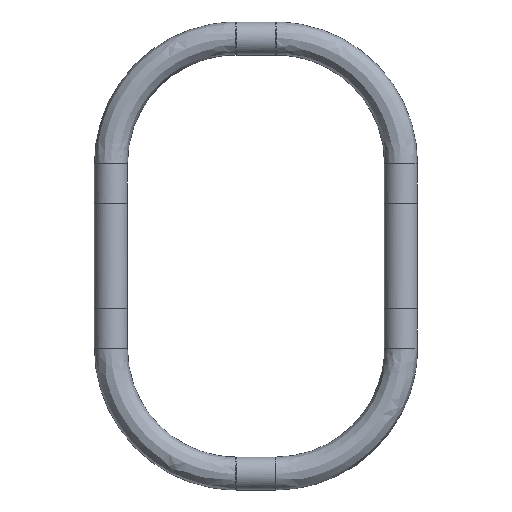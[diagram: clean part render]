
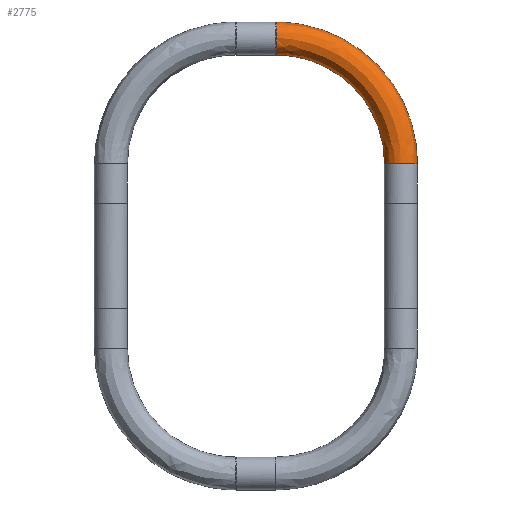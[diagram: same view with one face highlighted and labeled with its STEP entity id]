
A CAD part, top view. The second image highlights one B-rep face of the part: STEP entity #2775.
In plain terms, the highlighted free-form (B-spline) face has degree [2, 2] with [9, 9] control points.
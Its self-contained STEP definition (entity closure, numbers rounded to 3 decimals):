
#59=(
BOUNDED_SURFACE()
B_SPLINE_SURFACE(2,2,((#9664,#9665,#9666,#9667,#9668,#9669,#9670,#9671,
#9672),(#9673,#9674,#9675,#9676,#9677,#9678,#9679,#9680,#9681),(#9682,#9683,
#9684,#9685,#9686,#9687,#9688,#9689,#9690),(#9691,#9692,#9693,#9694,#9695,
#9696,#9697,#9698,#9699),(#9700,#9701,#9702,#9703,#9704,#9705,#9706,#9707,
#9708),(#9709,#9710,#9711,#9712,#9713,#9714,#9715,#9716,#9717),(#9718,#9719,
#9720,#9721,#9722,#9723,#9724,#9725,#9726),(#9727,#9728,#9729,#9730,#9731,
#9732,#9733,#9734,#9735),(#9736,#9737,#9738,#9739,#9740,#9741,#9742,#9743,
#9744)),.UNSPECIFIED.,.T.,.F.,.F.)
B_SPLINE_SURFACE_WITH_KNOTS((3,2,2,2,3),(3,2,2,2,3),(0.,148.911,
297.823,446.734,595.646),(0.,19.635,
39.27,58.905,78.54),.UNSPECIFIED.)
GEOMETRIC_REPRESENTATION_ITEM()
RATIONAL_B_SPLINE_SURFACE(((1.,0.707,1.,0.707,1.,
0.707,1.,0.707,1.),(0.707,0.5,0.707,
0.5,0.707,0.5,0.707,0.5,0.707),(1.,
0.707,1.,0.707,1.,0.707,1.,0.707,
1.),(0.707,0.5,0.707,0.5,0.707,0.5,
0.707,0.5,0.707),(1.,0.707,1.,0.707,
1.,0.707,1.,0.707,1.),(0.707,0.5,0.707,
0.5,0.707,0.5,0.707,0.5,0.707),(1.,
0.707,1.,0.707,1.,0.707,1.,0.707,
1.),(0.707,0.5,0.707,0.5,0.707,0.5,
0.707,0.5,0.707),(1.,0.707,1.,0.707,
1.,0.707,1.,0.707,1.)))
REPRESENTATION_ITEM('')
SURFACE()
);
#2775=ADVANCED_FACE('',(#3056),#59,.T.);
#3056=FACE_OUTER_BOUND('',#3353,.T.);
#3353=EDGE_LOOP('',(#4011,#4012,#4013,#4014));
#4011=ORIENTED_EDGE('',*,*,#5133,.T.);
#4012=ORIENTED_EDGE('',*,*,#5093,.F.);
#4013=ORIENTED_EDGE('',*,*,#5134,.T.);
#4014=ORIENTED_EDGE('',*,*,#5097,.T.);
#5093=EDGE_CURVE('',#6474,#6475,#5699,.T.);
#5097=EDGE_CURVE('',#6473,#6476,#5701,.T.);
#5133=EDGE_CURVE('',#6476,#6475,#5719,.T.);
#5134=EDGE_CURVE('',#6474,#6473,#5720,.T.);
#5699=(
BOUNDED_CURVE()
B_SPLINE_CURVE(2,(#10034,#10035,#10036),.UNSPECIFIED.,.F.,.F.)
B_SPLINE_CURVE_WITH_KNOTS((3,3),(0.,129.227),.UNSPECIFIED.)
CURVE()
GEOMETRIC_REPRESENTATION_ITEM()
RATIONAL_B_SPLINE_CURVE((1.,0.707,1.))
REPRESENTATION_ITEM('')
);
#5701=(
BOUNDED_CURVE()
B_SPLINE_CURVE(2,(#10164,#10165,#10166),.UNSPECIFIED.,.F.,.F.)
B_SPLINE_CURVE_WITH_KNOTS((3,3),(148.934,297.801),
 .UNSPECIFIED.)
CURVE()
GEOMETRIC_REPRESENTATION_ITEM()
RATIONAL_B_SPLINE_CURVE((1.,0.707,1.))
REPRESENTATION_ITEM('')
);
#5719=(
BOUNDED_CURVE()
B_SPLINE_CURVE(2,(#10527,#10528,#10529,#10530,#10531),.UNSPECIFIED.,.F.,
 .F.)
B_SPLINE_CURVE_WITH_KNOTS((3,2,3),(0.,19.635,39.27),
 .UNSPECIFIED.)
CURVE()
GEOMETRIC_REPRESENTATION_ITEM()
RATIONAL_B_SPLINE_CURVE((1.,0.707,1.,0.707,1.))
REPRESENTATION_ITEM('')
);
#5720=(
BOUNDED_CURVE()
B_SPLINE_CURVE(2,(#10532,#10533,#10534,#10535,#10536),.UNSPECIFIED.,.F.,
 .F.)
B_SPLINE_CURVE_WITH_KNOTS((3,2,3),(0.,19.635,39.27),
 .UNSPECIFIED.)
CURVE()
GEOMETRIC_REPRESENTATION_ITEM()
RATIONAL_B_SPLINE_CURVE((1.,0.707,1.,0.707,1.))
REPRESENTATION_ITEM('')
);
#6473=VERTEX_POINT('',#9841);
#6474=VERTEX_POINT('',#9842);
#6475=VERTEX_POINT('',#9843);
#6476=VERTEX_POINT('',#9844);
#9664=CARTESIAN_POINT('',(17.775,234.898,0.));
#9665=CARTESIAN_POINT('',(17.775,234.898,-12.5));
#9666=CARTESIAN_POINT('',(30.275,234.898,-12.5));
#9667=CARTESIAN_POINT('',(42.775,234.898,-12.5));
#9668=CARTESIAN_POINT('',(42.775,234.898,0.));
#9669=CARTESIAN_POINT('',(42.775,234.898,12.5));
#9670=CARTESIAN_POINT('',(30.275,234.898,12.5));
#9671=CARTESIAN_POINT('',(17.775,234.898,12.5));
#9672=CARTESIAN_POINT('',(17.775,234.898,0.));
#9673=CARTESIAN_POINT('',(17.775,342.198,0.));
#9674=CARTESIAN_POINT('',(17.775,342.198,-12.5));
#9675=CARTESIAN_POINT('',(30.275,329.698,-12.5));
#9676=CARTESIAN_POINT('',(42.775,317.198,-12.5));
#9677=CARTESIAN_POINT('',(42.775,317.198,0.));
#9678=CARTESIAN_POINT('',(42.775,317.198,12.5));
#9679=CARTESIAN_POINT('',(30.275,329.698,12.5));
#9680=CARTESIAN_POINT('',(17.775,342.198,12.5));
#9681=CARTESIAN_POINT('',(17.775,342.198,0.));
#9682=CARTESIAN_POINT('',(125.075,342.198,0.));
#9683=CARTESIAN_POINT('',(125.075,342.198,-12.5));
#9684=CARTESIAN_POINT('',(125.075,329.698,-12.5));
#9685=CARTESIAN_POINT('',(125.075,317.198,-12.5));
#9686=CARTESIAN_POINT('',(125.075,317.198,0.));
#9687=CARTESIAN_POINT('',(125.075,317.198,12.5));
#9688=CARTESIAN_POINT('',(125.075,329.698,12.5));
#9689=CARTESIAN_POINT('',(125.075,342.198,12.5));
#9690=CARTESIAN_POINT('',(125.075,342.198,0.));
#9691=CARTESIAN_POINT('',(232.375,342.198,0.));
#9692=CARTESIAN_POINT('',(232.375,342.198,-12.5));
#9693=CARTESIAN_POINT('',(219.875,329.698,-12.5));
#9694=CARTESIAN_POINT('',(207.375,317.198,-12.5));
#9695=CARTESIAN_POINT('',(207.375,317.198,0.));
#9696=CARTESIAN_POINT('',(207.375,317.198,12.5));
#9697=CARTESIAN_POINT('',(219.875,329.698,12.5));
#9698=CARTESIAN_POINT('',(232.375,342.198,12.5));
#9699=CARTESIAN_POINT('',(232.375,342.198,0.));
#9700=CARTESIAN_POINT('',(232.375,234.898,0.));
#9701=CARTESIAN_POINT('',(232.375,234.898,-12.5));
#9702=CARTESIAN_POINT('',(219.875,234.898,-12.5));
#9703=CARTESIAN_POINT('',(207.375,234.898,-12.5));
#9704=CARTESIAN_POINT('',(207.375,234.898,0.));
#9705=CARTESIAN_POINT('',(207.375,234.898,12.5));
#9706=CARTESIAN_POINT('',(219.875,234.898,12.5));
#9707=CARTESIAN_POINT('',(232.375,234.898,12.5));
#9708=CARTESIAN_POINT('',(232.375,234.898,0.));
#9709=CARTESIAN_POINT('',(232.375,127.598,0.));
#9710=CARTESIAN_POINT('',(232.375,127.598,-12.5));
#9711=CARTESIAN_POINT('',(219.875,140.098,-12.5));
#9712=CARTESIAN_POINT('',(207.375,152.598,-12.5));
#9713=CARTESIAN_POINT('',(207.375,152.598,0.));
#9714=CARTESIAN_POINT('',(207.375,152.598,12.5));
#9715=CARTESIAN_POINT('',(219.875,140.098,12.5));
#9716=CARTESIAN_POINT('',(232.375,127.598,12.5));
#9717=CARTESIAN_POINT('',(232.375,127.598,0.));
#9718=CARTESIAN_POINT('',(125.075,127.598,0.));
#9719=CARTESIAN_POINT('',(125.075,127.598,-12.5));
#9720=CARTESIAN_POINT('',(125.075,140.098,-12.5));
#9721=CARTESIAN_POINT('',(125.075,152.598,-12.5));
#9722=CARTESIAN_POINT('',(125.075,152.598,0.));
#9723=CARTESIAN_POINT('',(125.075,152.598,12.5));
#9724=CARTESIAN_POINT('',(125.075,140.098,12.5));
#9725=CARTESIAN_POINT('',(125.075,127.598,12.5));
#9726=CARTESIAN_POINT('',(125.075,127.598,0.));
#9727=CARTESIAN_POINT('',(17.775,127.598,0.));
#9728=CARTESIAN_POINT('',(17.775,127.598,-12.5));
#9729=CARTESIAN_POINT('',(30.275,140.098,-12.5));
#9730=CARTESIAN_POINT('',(42.775,152.598,-12.5));
#9731=CARTESIAN_POINT('',(42.775,152.598,0.));
#9732=CARTESIAN_POINT('',(42.775,152.598,12.5));
#9733=CARTESIAN_POINT('',(30.275,140.098,12.5));
#9734=CARTESIAN_POINT('',(17.775,127.598,12.5));
#9735=CARTESIAN_POINT('',(17.775,127.598,0.));
#9736=CARTESIAN_POINT('',(17.775,234.898,0.));
#9737=CARTESIAN_POINT('',(17.775,234.898,-12.5));
#9738=CARTESIAN_POINT('',(30.275,234.898,-12.5));
#9739=CARTESIAN_POINT('',(42.775,234.898,-12.5));
#9740=CARTESIAN_POINT('',(42.775,234.898,0.));
#9741=CARTESIAN_POINT('',(42.775,234.898,12.5));
#9742=CARTESIAN_POINT('',(30.275,234.898,12.5));
#9743=CARTESIAN_POINT('',(17.775,234.898,12.5));
#9744=CARTESIAN_POINT('',(17.775,234.898,0.));
#9841=CARTESIAN_POINT('',(232.375,234.923,0.));
#9842=CARTESIAN_POINT('',(207.375,234.923,0.));
#9843=CARTESIAN_POINT('',(125.1,317.198,0.));
#9844=CARTESIAN_POINT('',(125.1,342.198,0.));
#10034=CARTESIAN_POINT('',(207.375,234.923,0.));
#10035=CARTESIAN_POINT('',(207.35,317.173,0.));
#10036=CARTESIAN_POINT('',(125.1,317.198,0.));
#10164=CARTESIAN_POINT('',(232.375,234.923,0.));
#10165=CARTESIAN_POINT('',(232.35,342.173,0.));
#10166=CARTESIAN_POINT('',(125.1,342.198,0.));
#10527=CARTESIAN_POINT('',(125.1,342.198,0.));
#10528=CARTESIAN_POINT('',(125.1,342.198,12.5));
#10529=CARTESIAN_POINT('',(125.1,329.698,12.5));
#10530=CARTESIAN_POINT('',(125.1,317.198,12.5));
#10531=CARTESIAN_POINT('',(125.1,317.198,0.));
#10532=CARTESIAN_POINT('',(207.375,234.923,0.));
#10533=CARTESIAN_POINT('',(207.375,234.923,12.5));
#10534=CARTESIAN_POINT('',(219.875,234.923,12.5));
#10535=CARTESIAN_POINT('',(232.375,234.923,12.5));
#10536=CARTESIAN_POINT('',(232.375,234.923,0.));
